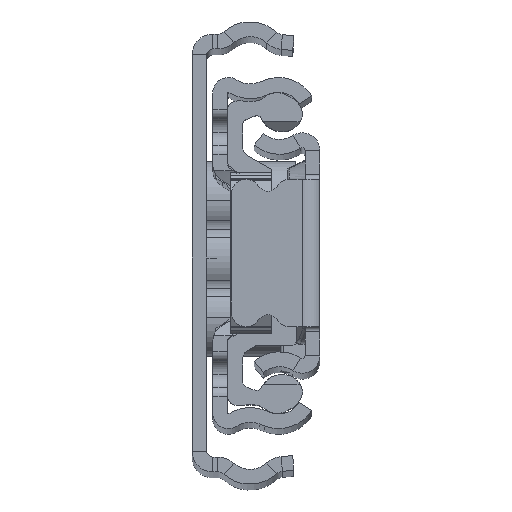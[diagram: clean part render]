
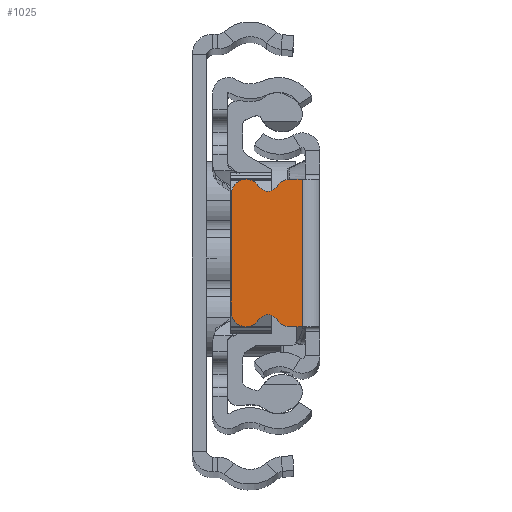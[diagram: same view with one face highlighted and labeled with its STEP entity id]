
A CAD part, top view. The second image highlights one B-rep face of the part: STEP entity #1025.
In plain terms, the highlighted planar face has unit normal (0, 0, 1).
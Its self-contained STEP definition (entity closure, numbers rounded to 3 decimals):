
#67 = EDGE_CURVE ( 'NONE', #13935, #10423, #18264, .T. ) ;
#74 = LINE ( 'NONE', #12239, #4500 ) ;
#402 = ORIENTED_EDGE ( 'NONE', *, *, #8127, .T. ) ;
#699 = EDGE_CURVE ( 'NONE', #5482, #7819, #11596, .T. ) ;
#783 = VERTEX_POINT ( 'NONE', #7618 ) ;
#1025 = ADVANCED_FACE ( 'NONE', ( #8480 ), #15152, .T. ) ;
#1355 = CARTESIAN_POINT ( 'NONE',  ( -1.8, -10.425, 0. ) ) ;
#1606 = CIRCLE ( 'NONE', #14892, 1.1 ) ;
#1934 = EDGE_CURVE ( 'NONE', #18180, #4171, #13380, .T. ) ;
#2112 = CARTESIAN_POINT ( 'NONE',  ( -9., 6., 0. ) ) ;
#2482 = ORIENTED_EDGE ( 'NONE', *, *, #17005, .T. ) ;
#2499 = CARTESIAN_POINT ( 'NONE',  ( -5.29, 7.37, 0. ) ) ;
#3049 = CARTESIAN_POINT ( 'NONE',  ( -5.29, -7.37, 0. ) ) ;
#3345 = AXIS2_PLACEMENT_3D ( 'NONE', #14914, #5355, #13536 ) ;
#3496 = VECTOR ( 'NONE', #7674, 1000. ) ;
#3869 = DIRECTION ( 'NONE',  ( 0., 1., 0. ) ) ;
#4121 = DIRECTION ( 'NONE',  ( 0., 1., 0. ) ) ;
#4167 = CIRCLE ( 'NONE', #9425, 1.1 ) ;
#4171 = VERTEX_POINT ( 'NONE', #9326 ) ;
#4224 = DIRECTION ( 'NONE',  ( 0., 0., 1. ) ) ;
#4466 = CARTESIAN_POINT ( 'NONE',  ( -6.225, -6.79, 0. ) ) ;
#4500 = VECTOR ( 'NONE', #6506, 1000. ) ;
#4514 = DIRECTION ( 'NONE',  ( 0., 1., 0. ) ) ;
#4593 = CARTESIAN_POINT ( 'NONE',  ( -3.08, 7.5, 0. ) ) ;
#4874 = CARTESIAN_POINT ( 'NONE',  ( -9., 6., 0. ) ) ;
#5182 = CARTESIAN_POINT ( 'NONE',  ( -5.29, 7.37, 0. ) ) ;
#5240 = EDGE_CURVE ( 'NONE', #10423, #12786, #4167, .T. ) ;
#5248 = VERTEX_POINT ( 'NONE', #12692 ) ;
#5355 = DIRECTION ( 'NONE',  ( 0., 0., 1. ) ) ;
#5444 = CIRCLE ( 'NONE', #16059, 1.5 ) ;
#5482 = VERTEX_POINT ( 'NONE', #2112 ) ;
#6060 = DIRECTION ( 'NONE',  ( 1., 0., 0. ) ) ;
#6261 = VERTEX_POINT ( 'NONE', #10417 ) ;
#6421 = AXIS2_PLACEMENT_3D ( 'NONE', #2499, #16933, #7266 ) ;
#6506 = DIRECTION ( 'NONE',  ( -1., 0., 0. ) ) ;
#7266 = DIRECTION ( 'NONE',  ( 0., 1., 0. ) ) ;
#7348 = VERTEX_POINT ( 'NONE', #18228 ) ;
#7396 = ORIENTED_EDGE ( 'NONE', *, *, #15114, .T. ) ;
#7618 = CARTESIAN_POINT ( 'NONE',  ( -1.8, 7.5, 0. ) ) ;
#7674 = DIRECTION ( 'NONE',  ( 0., -1., 0. ) ) ;
#7796 = LINE ( 'NONE', #12586, #13973 ) ;
#7819 = VERTEX_POINT ( 'NONE', #12371 ) ;
#7878 = LINE ( 'NONE', #1355, #3496 ) ;
#7898 = CARTESIAN_POINT ( 'NONE',  ( -4.355, -6.79, 0. ) ) ;
#8009 = VERTEX_POINT ( 'NONE', #4593 ) ;
#8073 = EDGE_CURVE ( 'NONE', #4171, #5482, #9353, .T. ) ;
#8127 = EDGE_CURVE ( 'NONE', #12786, #5248, #18681, .T. ) ;
#8172 = DIRECTION ( 'NONE',  ( 0., 0., -1. ) ) ;
#8410 = DIRECTION ( 'NONE',  ( 0., 0., 1. ) ) ;
#8425 = EDGE_CURVE ( 'NONE', #8009, #6261, #5444, .T. ) ;
#8477 = DIRECTION ( 'NONE',  ( 0., 1., 0. ) ) ;
#8480 = FACE_OUTER_BOUND ( 'NONE', #11196, .T. ) ;
#8762 = ORIENTED_EDGE ( 'NONE', *, *, #12799, .T. ) ;
#8777 = DIRECTION ( 'NONE',  ( 0., 0., 1. ) ) ;
#9326 = CARTESIAN_POINT ( 'NONE',  ( -6.225, 6.79, 0. ) ) ;
#9353 = CIRCLE ( 'NONE', #17031, 1.5 ) ;
#9425 = AXIS2_PLACEMENT_3D ( 'NONE', #3049, #14273, #4514 ) ;
#9706 = AXIS2_PLACEMENT_3D ( 'NONE', #16434, #8410, #3869 ) ;
#9947 = ORIENTED_EDGE ( 'NONE', *, *, #5240, .T. ) ;
#10136 = DIRECTION ( 'NONE',  ( 0., 1., 0. ) ) ;
#10335 = ORIENTED_EDGE ( 'NONE', *, *, #699, .T. ) ;
#10417 = CARTESIAN_POINT ( 'NONE',  ( -4.355, 6.79, 0. ) ) ;
#10423 = VERTEX_POINT ( 'NONE', #4466 ) ;
#10614 = CARTESIAN_POINT ( 'NONE',  ( -3.08, 6., 0. ) ) ;
#10726 = CIRCLE ( 'NONE', #11736, 1.5 ) ;
#11196 = EDGE_LOOP ( 'NONE', ( #20403, #14665, #12514, #7396, #20043, #17234, #10335, #2482, #13020, #9947, #402, #8762 ) ) ;
#11596 = LINE ( 'NONE', #4874, #17959 ) ;
#11736 = AXIS2_PLACEMENT_3D ( 'NONE', #20202, #4224, #4121 ) ;
#12239 = CARTESIAN_POINT ( 'NONE',  ( 0.7, 7.5, 0. ) ) ;
#12287 = DIRECTION ( 'NONE',  ( 0., 0., 1. ) ) ;
#12371 = CARTESIAN_POINT ( 'NONE',  ( -9., -6., 0. ) ) ;
#12514 = ORIENTED_EDGE ( 'NONE', *, *, #8425, .T. ) ;
#12586 = CARTESIAN_POINT ( 'NONE',  ( 0.7, -7.5, 0. ) ) ;
#12692 = CARTESIAN_POINT ( 'NONE',  ( -3.08, -7.5, 0. ) ) ;
#12786 = VERTEX_POINT ( 'NONE', #7898 ) ;
#12799 = EDGE_CURVE ( 'NONE', #5248, #7348, #7796, .T. ) ;
#13020 = ORIENTED_EDGE ( 'NONE', *, *, #67, .T. ) ;
#13097 = CARTESIAN_POINT ( 'NONE',  ( -7.5, 6., 0. ) ) ;
#13380 = CIRCLE ( 'NONE', #6421, 1.1 ) ;
#13536 = DIRECTION ( 'NONE',  ( 0., 1., 0. ) ) ;
#13935 = VERTEX_POINT ( 'NONE', #15418 ) ;
#13966 = AXIS2_PLACEMENT_3D ( 'NONE', #14844, #8777, #10136 ) ;
#13973 = VECTOR ( 'NONE', #6060, 1000. ) ;
#14273 = DIRECTION ( 'NONE',  ( 0., 0., -1. ) ) ;
#14665 = ORIENTED_EDGE ( 'NONE', *, *, #18396, .T. ) ;
#14844 = CARTESIAN_POINT ( 'NONE',  ( 343.5, -10.425, 0. ) ) ;
#14892 = AXIS2_PLACEMENT_3D ( 'NONE', #5182, #8172, #8477 ) ;
#14914 = CARTESIAN_POINT ( 'NONE',  ( -7.5, -6., 0. ) ) ;
#15114 = EDGE_CURVE ( 'NONE', #6261, #18180, #1606, .T. ) ;
#15152 = PLANE ( 'NONE',  #13966 ) ;
#15418 = CARTESIAN_POINT ( 'NONE',  ( -7.5, -7.5, 0. ) ) ;
#16059 = AXIS2_PLACEMENT_3D ( 'NONE', #10614, #12287, #17079 ) ;
#16186 = DIRECTION ( 'NONE',  ( 0., -1., 0. ) ) ;
#16220 = DIRECTION ( 'NONE',  ( 0., 0., 1. ) ) ;
#16434 = CARTESIAN_POINT ( 'NONE',  ( -3.08, -6., 0. ) ) ;
#16933 = DIRECTION ( 'NONE',  ( 0., 0., -1. ) ) ;
#17005 = EDGE_CURVE ( 'NONE', #7819, #13935, #10726, .T. ) ;
#17031 = AXIS2_PLACEMENT_3D ( 'NONE', #13097, #16220, #17768 ) ;
#17079 = DIRECTION ( 'NONE',  ( 0., 1., 0. ) ) ;
#17234 = ORIENTED_EDGE ( 'NONE', *, *, #8073, .T. ) ;
#17768 = DIRECTION ( 'NONE',  ( 0., 1., 0. ) ) ;
#17911 = EDGE_CURVE ( 'NONE', #783, #7348, #7878, .T. ) ;
#17959 = VECTOR ( 'NONE', #16186, 1000. ) ;
#18180 = VERTEX_POINT ( 'NONE', #18266 ) ;
#18228 = CARTESIAN_POINT ( 'NONE',  ( -1.8, -7.5, 0. ) ) ;
#18264 = CIRCLE ( 'NONE', #3345, 1.5 ) ;
#18266 = CARTESIAN_POINT ( 'NONE',  ( -5.29, 6.27, 0. ) ) ;
#18396 = EDGE_CURVE ( 'NONE', #783, #8009, #74, .T. ) ;
#18681 = CIRCLE ( 'NONE', #9706, 1.5 ) ;
#20043 = ORIENTED_EDGE ( 'NONE', *, *, #1934, .T. ) ;
#20202 = CARTESIAN_POINT ( 'NONE',  ( -7.5, -6., 0. ) ) ;
#20403 = ORIENTED_EDGE ( 'NONE', *, *, #17911, .F. ) ;
